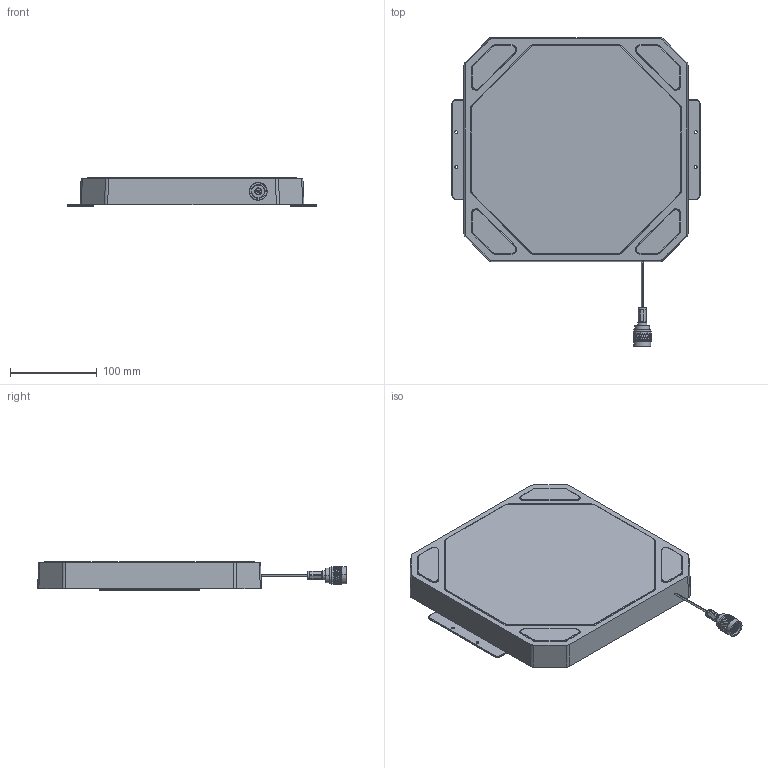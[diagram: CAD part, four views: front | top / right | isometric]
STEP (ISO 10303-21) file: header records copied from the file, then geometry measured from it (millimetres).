
FILE_DESCRIPTION (( 'STEP AP214' ), '1' );
FILE_NAME ('FMANFP1069_3D.step', '2023-02-01T17:54:31', ( '' ), ( '' ), 'SwSTEP 2.0', 'SolidWorks 2022', '' );
FILE_SCHEMA (( 'AUTOMOTIVE_DESIGN' ));
Length unit declared in the file: inch
Products named in the file (3): FMANFP1069_3D; FMANFP1069_Base Model; PE4329_Assemble
Assembly tree (2 placements, depth 2):
  FMANFP1069_3D
    FMANFP1069_Base Model
    PE4329_Assemble
Bounding box: 286 x 355.66 x 33 mm (x, y, z)
Volume: 484820.9 mm3; surface area: 502834.5 mm2
Topology: 33 solids, 33 shells, 2556 faces, 6291 edges, 3834 vertices
Faces by surface type: bspline 814, plane 802, cylinder 558, cone 300, torus 68, sphere 14
Entity records: 102894 total; most frequent: CARTESIAN_POINT 33781, ORIENTED_EDGE 12486, DIRECTION 8327, EDGE_CURVE 6243, VERTEX_POINT 3834, AXIS2_PLACEMENT_3D 2975, EDGE_LOOP 2713, FACE_OUTER_BOUND 2556
